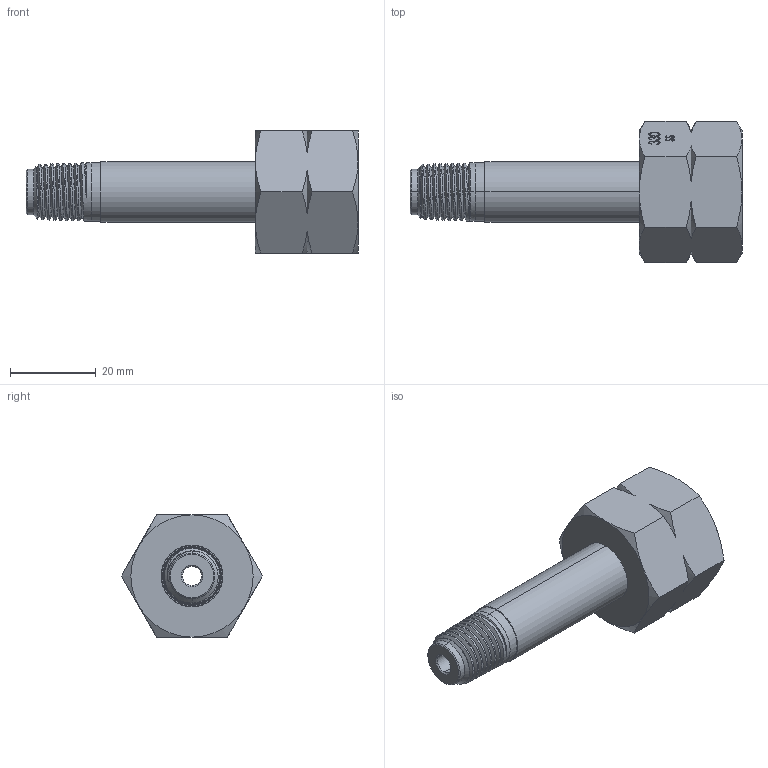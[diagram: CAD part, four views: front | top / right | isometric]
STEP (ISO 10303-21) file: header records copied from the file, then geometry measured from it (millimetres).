
FILE_DESCRIPTION (( 'STEP AP203' ), '1' );
FILE_NAME ('INL-330SS-4M-40.STEP', '2025-08-29T16:39:50', ( '' ), ( '' ), 'SwSTEP 2.0', 'SolidWorks 2018', '' );
FILE_SCHEMA (( 'CONFIG_CONTROL_DESIGN' ));
Length unit declared in the file: inch
Products named in the file (4): PRT-000152; PRT-000083; PRT-000034; INL-330SS-4M-40
Assembly tree (3 placements, depth 2):
  INL-330SS-4M-40
    PRT-000083
    PRT-000034
    PRT-000152
Bounding box: 77.61 x 33 x 28.57 mm (x, y, z)
Volume: 19713.8 mm3; surface area: 10272.2 mm2
Topology: 3 solids, 3 shells, 208 faces, 637 edges, 445 vertices
Faces by surface type: bspline 73, cone 61, plane 38, cylinder 32, torus 4
Entity records: 17934 total; most frequent: CARTESIAN_POINT 12600, ORIENTED_EDGE 1274, DIRECTION 647, EDGE_CURVE 637, VERTEX_POINT 445, B_SPLINE_CURVE_WITH_KNOTS 362, AXIS2_PLACEMENT_3D 231, EDGE_LOOP 224
